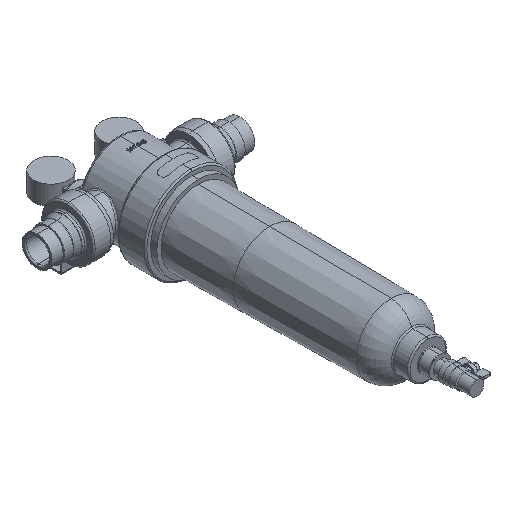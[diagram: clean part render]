
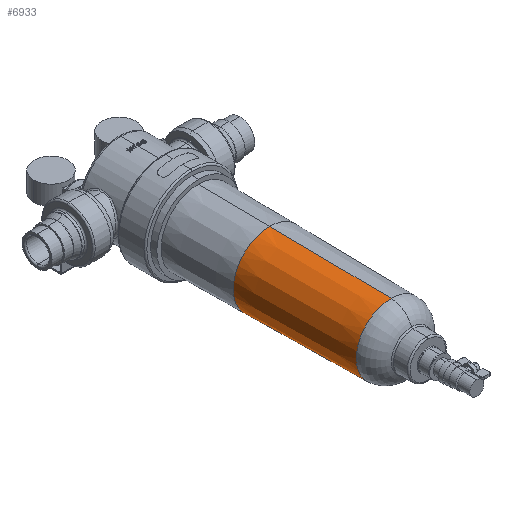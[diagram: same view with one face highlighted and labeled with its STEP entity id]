
A CAD part, isometric view. The second image highlights one B-rep face of the part: STEP entity #6933.
In plain terms, the highlighted conical face has half-angle 0.758 degrees and reference radius 51 mm.
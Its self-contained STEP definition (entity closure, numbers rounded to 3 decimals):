
#152 = VERTEX_POINT ( 'NONE', #6727 ) ;
#468 = EDGE_CURVE ( 'NONE', #152, #7754, #5036, .T. ) ;
#797 = ORIENTED_EDGE ( 'NONE', *, *, #10413, .F. ) ;
#1733 = CIRCLE ( 'NONE', #8105, 48.75 ) ;
#2115 = DIRECTION ( 'NONE',  ( 0., 1., 0. ) ) ;
#2473 = CARTESIAN_POINT ( 'NONE',  ( 0., -183.75, 0. ) ) ;
#2926 = LINE ( 'NONE', #8995, #3267 ) ;
#3233 = CARTESIAN_POINT ( 'NONE',  ( 0., -183.75, 0. ) ) ;
#3267 = VECTOR ( 'NONE', #13229, 1000. ) ;
#3278 = DIRECTION ( 'NONE',  ( 0., 0., 1. ) ) ;
#3584 = DIRECTION ( 'NONE',  ( 0., 0., 1. ) ) ;
#3649 = EDGE_CURVE ( 'NONE', #9952, #8656, #2926, .T. ) ;
#4699 = VECTOR ( 'NONE', #10646, 1000. ) ;
#5036 = LINE ( 'NONE', #8449, #4699 ) ;
#5359 = ORIENTED_EDGE ( 'NONE', *, *, #12053, .T. ) ;
#5787 = CARTESIAN_POINT ( 'NONE',  ( 0., -353.75, 0. ) ) ;
#6213 = CARTESIAN_POINT ( 'NONE',  ( 0., -183.75, 51. ) ) ;
#6727 = CARTESIAN_POINT ( 'NONE',  ( 0., -353.75, -48.75 ) ) ;
#6868 = DIRECTION ( 'NONE',  ( 0., 0., 1. ) ) ;
#6909 = CARTESIAN_POINT ( 'NONE',  ( 0., -183.75, -51. ) ) ;
#6933 = ADVANCED_FACE ( 'NONE', ( #13374 ), #9176, .T. ) ;
#7056 = ORIENTED_EDGE ( 'NONE', *, *, #468, .F. ) ;
#7386 = EDGE_LOOP ( 'NONE', ( #7056, #5359, #10622, #797 ) ) ;
#7754 = VERTEX_POINT ( 'NONE', #6909 ) ;
#8105 = AXIS2_PLACEMENT_3D ( 'NONE', #5787, #13346, #6868 ) ;
#8449 = CARTESIAN_POINT ( 'NONE',  ( 0., -183.75, -51. ) ) ;
#8656 = VERTEX_POINT ( 'NONE', #6213 ) ;
#8995 = CARTESIAN_POINT ( 'NONE',  ( 0., -183.75, 51. ) ) ;
#9120 = CIRCLE ( 'NONE', #10724, 51. ) ;
#9176 = CONICAL_SURFACE ( 'NONE', #10666, 51., 0.013 ) ;
#9952 = VERTEX_POINT ( 'NONE', #13455 ) ;
#10047 = DIRECTION ( 'NONE',  ( 0., 1., 0. ) ) ;
#10413 = EDGE_CURVE ( 'NONE', #7754, #8656, #9120, .T. ) ;
#10622 = ORIENTED_EDGE ( 'NONE', *, *, #3649, .T. ) ;
#10646 = DIRECTION ( 'NONE',  ( 0., 1., -0.013 ) ) ;
#10666 = AXIS2_PLACEMENT_3D ( 'NONE', #3233, #2115, #3278 ) ;
#10724 = AXIS2_PLACEMENT_3D ( 'NONE', #2473, #10047, #3584 ) ;
#12053 = EDGE_CURVE ( 'NONE', #152, #9952, #1733, .T. ) ;
#13229 = DIRECTION ( 'NONE',  ( 0., 1., 0.013 ) ) ;
#13346 = DIRECTION ( 'NONE',  ( 0., 1., 0. ) ) ;
#13374 = FACE_OUTER_BOUND ( 'NONE', #7386, .T. ) ;
#13455 = CARTESIAN_POINT ( 'NONE',  ( 0., -353.75, 48.75 ) ) ;
